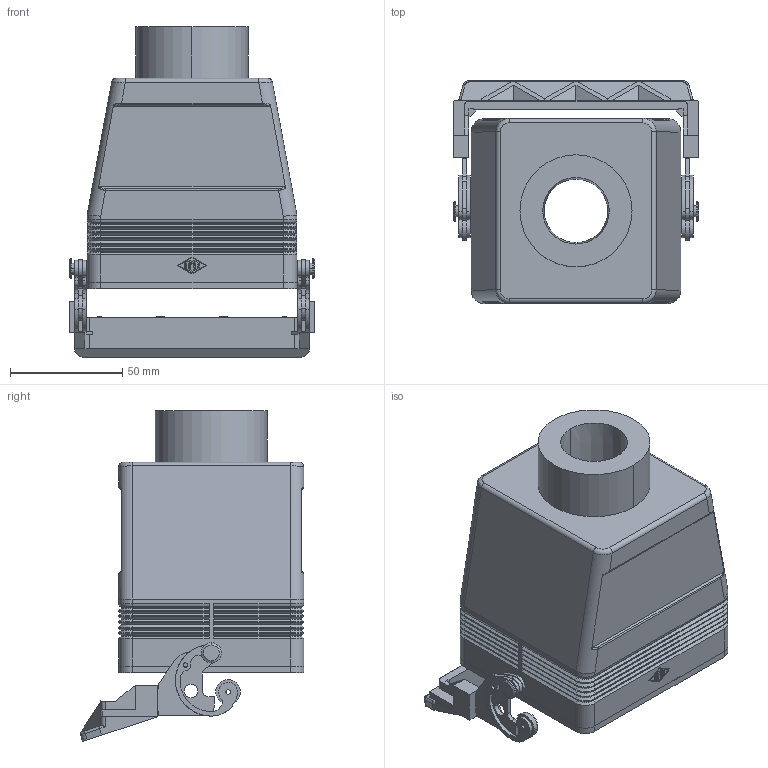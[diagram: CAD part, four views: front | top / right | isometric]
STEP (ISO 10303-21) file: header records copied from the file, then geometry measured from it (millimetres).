
FILE_DESCRIPTION(('Creo Elements/Direct Modeling STEP Export'),'2;1');
FILE_NAME('CHVT_32_6_LG.stp','2012-12-19T13:40:47',(''),(''),'Creo Elements/Direct Modeling STEP processor for AP214 (Solid Model)','Creo Elements/Direct Modeling 18.0B 02-Dec-2011 (C) Parametric Technology GmbH','');
FILE_SCHEMA(('AUTOMOTIVE_DESIGN { 1 0 10303 214 1 1 1 1 }'));
Length unit declared in the file: millimetre
Products named in the file (7): p1; p2; p3; p4; p5; CHV_32_LG; CHV_32_LG.stp
Assembly tree (6 placements, depth 3):
  CHV_32_LG.stp
    CHV_32_LG
      p5
      p4
      p3
      p2
      p1
Bounding box: 109.5 x 99.73 x 147.48 mm (x, y, z)
Volume: 218343.1 mm3; surface area: 94831.2 mm2
Topology: 5 solids, 5 shells, 715 faces, 1759 edges, 1077 vertices
Faces by surface type: plane 388, cylinder 239, cone 70, bspline 12, torus 6
Entity records: 22057 total; most frequent: CARTESIAN_POINT 5069, DIRECTION 3516, ORIENTED_EDGE 3486, EDGE_CURVE 1743, VECTOR 1184, LINE 1184, AXIS2_PLACEMENT_3D 1166, VERTEX_POINT 1077
